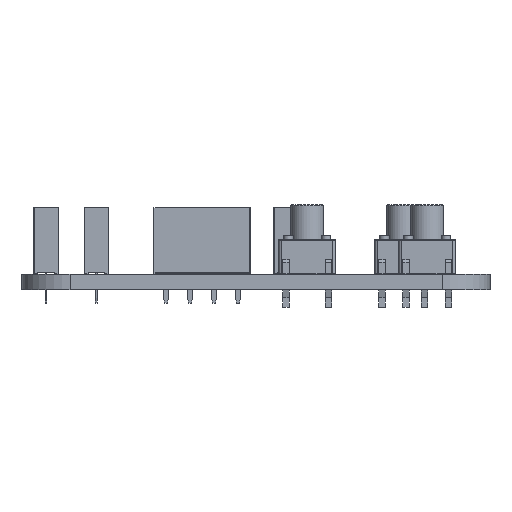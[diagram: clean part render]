
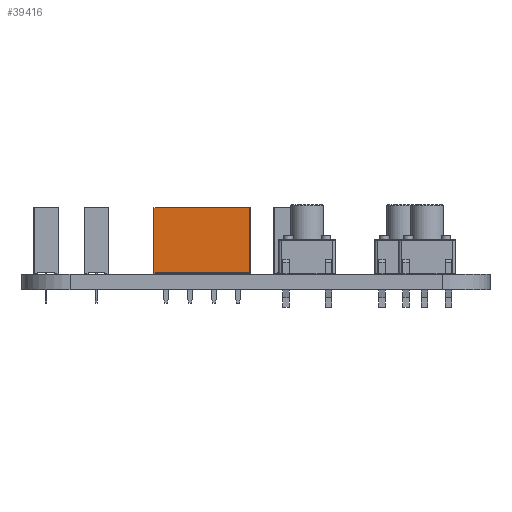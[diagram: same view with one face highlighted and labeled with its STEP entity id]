
A CAD part, left-side view. The second image highlights one B-rep face of the part: STEP entity #39416.
In plain terms, the highlighted planar face has unit normal (-1, 0, 0).
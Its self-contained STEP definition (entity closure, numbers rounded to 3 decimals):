
#37530 = PLANE('',#37531);
#37531 = AXIS2_PLACEMENT_3D('',#37532,#37533,#37534);
#37532 = CARTESIAN_POINT('',(-1.27,-8.89,0.));
#37533 = DIRECTION('',(0.,1.,0.));
#37534 = DIRECTION('',(1.,0.,0.));
#37558 = PLANE('',#37559);
#37559 = AXIS2_PLACEMENT_3D('',#37560,#37561,#37562);
#37560 = CARTESIAN_POINT('',(1.27,-8.89,7.));
#37561 = DIRECTION('',(0.,0.,-1.));
#37562 = DIRECTION('',(0.,-1.,0.));
#37586 = PLANE('',#37587);
#37587 = AXIS2_PLACEMENT_3D('',#37588,#37589,#37590);
#37588 = CARTESIAN_POINT('',(1.27,1.27,0.));
#37589 = DIRECTION('',(0.,-1.,0.));
#37590 = DIRECTION('',(-1.,0.,0.));
#37628 = VERTEX_POINT('',#37629);
#37629 = CARTESIAN_POINT('',(-1.27,-8.89,0.));
#37645 = PLANE('',#37646);
#37646 = AXIS2_PLACEMENT_3D('',#37647,#37648,#37649);
#37647 = CARTESIAN_POINT('',(1.27,-8.89,0.));
#37648 = DIRECTION('',(0.,0.,-1.));
#37649 = DIRECTION('',(0.,-1.,0.));
#37657 = EDGE_CURVE('',#37628,#37658,#37660,.T.);
#37658 = VERTEX_POINT('',#37659);
#37659 = CARTESIAN_POINT('',(-1.27,-8.89,7.));
#37660 = SURFACE_CURVE('',#37661,(#37665,#37672),.PCURVE_S1.);
#37661 = LINE('',#37662,#37663);
#37662 = CARTESIAN_POINT('',(-1.27,-8.89,0.));
#37663 = VECTOR('',#37664,1.);
#37664 = DIRECTION('',(0.,0.,1.));
#37665 = PCURVE('',#37530,#37666);
#37666 = DEFINITIONAL_REPRESENTATION('',(#37667),#37671);
#37667 = LINE('',#37668,#37669);
#37668 = CARTESIAN_POINT('',(0.,0.));
#37669 = VECTOR('',#37670,1.);
#37670 = DIRECTION('',(0.,-1.));
#37671 = ( GEOMETRIC_REPRESENTATION_CONTEXT(2) 
PARAMETRIC_REPRESENTATION_CONTEXT() REPRESENTATION_CONTEXT('2D SPACE',''
  ) );
#37672 = PCURVE('',#37673,#37678);
#37673 = PLANE('',#37674);
#37674 = AXIS2_PLACEMENT_3D('',#37675,#37676,#37677);
#37675 = CARTESIAN_POINT('',(-1.27,1.27,0.));
#37676 = DIRECTION('',(1.,0.,0.));
#37677 = DIRECTION('',(0.,-1.,0.));
#37678 = DEFINITIONAL_REPRESENTATION('',(#37679),#37683);
#37679 = LINE('',#37680,#37681);
#37680 = CARTESIAN_POINT('',(10.16,0.));
#37681 = VECTOR('',#37682,1.);
#37682 = DIRECTION('',(0.,-1.));
#37683 = ( GEOMETRIC_REPRESENTATION_CONTEXT(2) 
PARAMETRIC_REPRESENTATION_CONTEXT() REPRESENTATION_CONTEXT('2D SPACE',''
  ) );
#37840 = VERTEX_POINT('',#37841);
#37841 = CARTESIAN_POINT('',(-1.27,1.27,7.));
#37862 = EDGE_CURVE('',#37863,#37840,#37865,.T.);
#37863 = VERTEX_POINT('',#37864);
#37864 = CARTESIAN_POINT('',(-1.27,1.27,0.));
#37865 = SURFACE_CURVE('',#37866,(#37870,#37877),.PCURVE_S1.);
#37866 = LINE('',#37867,#37868);
#37867 = CARTESIAN_POINT('',(-1.27,1.27,0.));
#37868 = VECTOR('',#37869,1.);
#37869 = DIRECTION('',(0.,0.,1.));
#37870 = PCURVE('',#37586,#37871);
#37871 = DEFINITIONAL_REPRESENTATION('',(#37872),#37876);
#37872 = LINE('',#37873,#37874);
#37873 = CARTESIAN_POINT('',(2.54,0.));
#37874 = VECTOR('',#37875,1.);
#37875 = DIRECTION('',(0.,-1.));
#37876 = ( GEOMETRIC_REPRESENTATION_CONTEXT(2) 
PARAMETRIC_REPRESENTATION_CONTEXT() REPRESENTATION_CONTEXT('2D SPACE',''
  ) );
#37877 = PCURVE('',#37673,#37878);
#37878 = DEFINITIONAL_REPRESENTATION('',(#37879),#37883);
#37879 = LINE('',#37880,#37881);
#37880 = CARTESIAN_POINT('',(0.,0.));
#37881 = VECTOR('',#37882,1.);
#37882 = DIRECTION('',(0.,-1.));
#37883 = ( GEOMETRIC_REPRESENTATION_CONTEXT(2) 
PARAMETRIC_REPRESENTATION_CONTEXT() REPRESENTATION_CONTEXT('2D SPACE',''
  ) );
#38007 = EDGE_CURVE('',#37840,#37658,#38008,.T.);
#38008 = SURFACE_CURVE('',#38009,(#38013,#38020),.PCURVE_S1.);
#38009 = LINE('',#38010,#38011);
#38010 = CARTESIAN_POINT('',(-1.27,1.27,7.));
#38011 = VECTOR('',#38012,1.);
#38012 = DIRECTION('',(0.,-1.,0.));
#38013 = PCURVE('',#37558,#38014);
#38014 = DEFINITIONAL_REPRESENTATION('',(#38015),#38019);
#38015 = LINE('',#38016,#38017);
#38016 = CARTESIAN_POINT('',(-10.16,2.54));
#38017 = VECTOR('',#38018,1.);
#38018 = DIRECTION('',(1.,0.));
#38019 = ( GEOMETRIC_REPRESENTATION_CONTEXT(2) 
PARAMETRIC_REPRESENTATION_CONTEXT() REPRESENTATION_CONTEXT('2D SPACE',''
  ) );
#38020 = PCURVE('',#37673,#38021);
#38021 = DEFINITIONAL_REPRESENTATION('',(#38022),#38026);
#38022 = LINE('',#38023,#38024);
#38023 = CARTESIAN_POINT('',(0.,-7.));
#38024 = VECTOR('',#38025,1.);
#38025 = DIRECTION('',(1.,0.));
#38026 = ( GEOMETRIC_REPRESENTATION_CONTEXT(2) 
PARAMETRIC_REPRESENTATION_CONTEXT() REPRESENTATION_CONTEXT('2D SPACE',''
  ) );
#38510 = EDGE_CURVE('',#37863,#37628,#38511,.T.);
#38511 = SURFACE_CURVE('',#38512,(#38516,#38523),.PCURVE_S1.);
#38512 = LINE('',#38513,#38514);
#38513 = CARTESIAN_POINT('',(-1.27,1.27,0.));
#38514 = VECTOR('',#38515,1.);
#38515 = DIRECTION('',(0.,-1.,0.));
#38516 = PCURVE('',#37645,#38517);
#38517 = DEFINITIONAL_REPRESENTATION('',(#38518),#38522);
#38518 = LINE('',#38519,#38520);
#38519 = CARTESIAN_POINT('',(-10.16,2.54));
#38520 = VECTOR('',#38521,1.);
#38521 = DIRECTION('',(1.,0.));
#38522 = ( GEOMETRIC_REPRESENTATION_CONTEXT(2) 
PARAMETRIC_REPRESENTATION_CONTEXT() REPRESENTATION_CONTEXT('2D SPACE',''
  ) );
#38523 = PCURVE('',#37673,#38524);
#38524 = DEFINITIONAL_REPRESENTATION('',(#38525),#38529);
#38525 = LINE('',#38526,#38527);
#38526 = CARTESIAN_POINT('',(0.,0.));
#38527 = VECTOR('',#38528,1.);
#38528 = DIRECTION('',(1.,0.));
#38529 = ( GEOMETRIC_REPRESENTATION_CONTEXT(2) 
PARAMETRIC_REPRESENTATION_CONTEXT() REPRESENTATION_CONTEXT('2D SPACE',''
  ) );
#39416 = ADVANCED_FACE('',(#39417),#37673,.F.);
#39417 = FACE_BOUND('',#39418,.F.);
#39418 = EDGE_LOOP('',(#39419,#39420,#39421,#39422));
#39419 = ORIENTED_EDGE('',*,*,#37862,.T.);
#39420 = ORIENTED_EDGE('',*,*,#38007,.T.);
#39421 = ORIENTED_EDGE('',*,*,#37657,.F.);
#39422 = ORIENTED_EDGE('',*,*,#38510,.F.);
